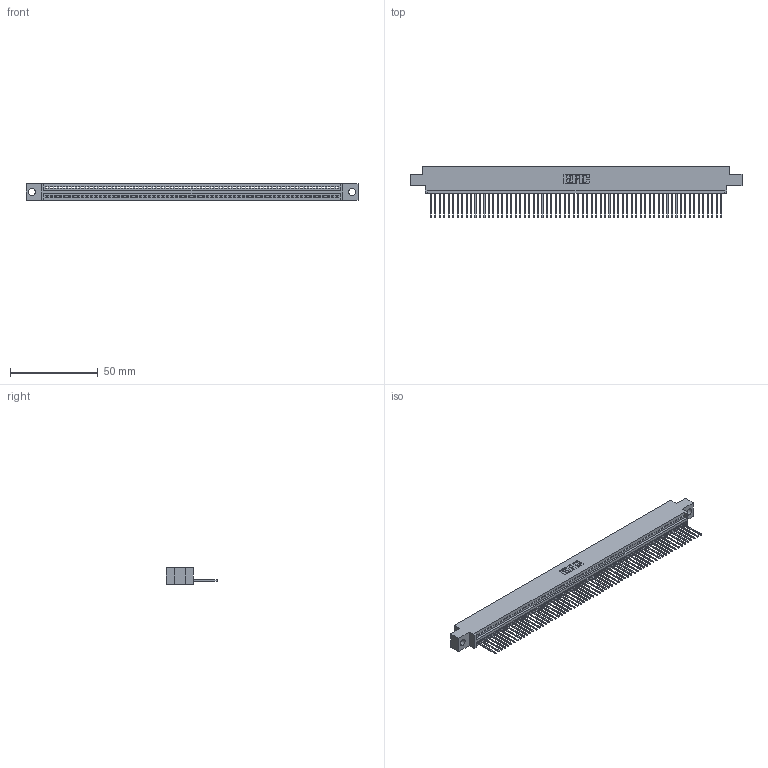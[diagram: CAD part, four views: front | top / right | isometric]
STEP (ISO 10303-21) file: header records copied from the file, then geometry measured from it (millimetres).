
FILE_DESCRIPTION (( 'STEP AP203' ), '1' );
FILE_NAME ('345-066-540-604.STEP', '2019-10-11T21:45:45', ( '' ), ( '' ), 'SwSTEP 2.0', 'SolidWorks 2016', '' );
FILE_SCHEMA (( 'CONFIG_CONTROL_DESIGN' ));
Length unit declared in the file: inch
Products named in the file (3): 345 Part_0.170 Offset - 0.156 Dia-TH; 345-292-001_345-293-140; 345-066-540-604
Assembly tree (67 placements, depth 2):
  345-066-540-604
    345 Part_0.170 Offset - 0.156 Dia-TH
    345-292-001_345-293-140  x66
Bounding box: 188.85 x 29.13 x 9.4 mm (x, y, z)
Volume: 18021.8 mm3; surface area: 24853.9 mm2
Topology: 67 solids, 67 shells, 3958 faces, 11969 edges, 7890 vertices
Faces by surface type: plane 2724, cylinder 1234
Entity records: 46595 total; most frequent: ORIENTED_EDGE 8078, CARTESIAN_POINT 8078, DIRECTION 7019, EDGE_CURVE 4039, VECTOR 3643, LINE 3643, VERTEX_POINT 2690, AXIS2_PLACEMENT_3D 1688
